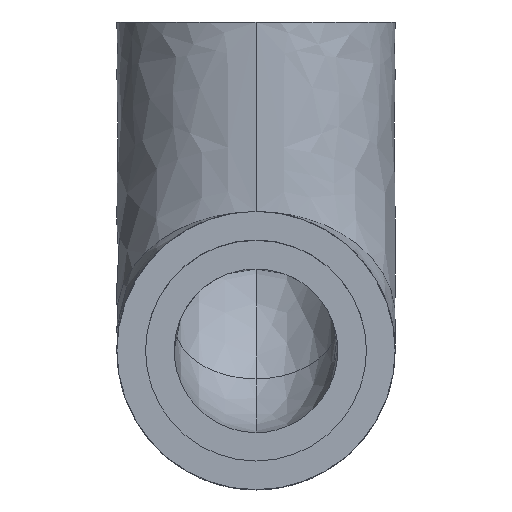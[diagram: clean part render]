
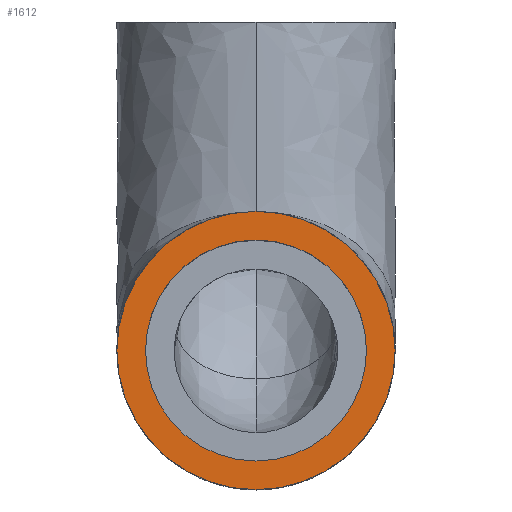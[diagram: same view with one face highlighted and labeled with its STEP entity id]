
A CAD part, top view. The second image highlights one B-rep face of the part: STEP entity #1612.
In plain terms, the highlighted planar face has unit normal (0, 0, 1).
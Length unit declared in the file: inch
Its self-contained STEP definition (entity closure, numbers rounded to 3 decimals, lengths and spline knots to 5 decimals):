
#63 = VERTEX_POINT ( 'NONE', #1852 ) ;
#260 = DIRECTION ( 'NONE',  ( 1., 0., 0. ) ) ;
#285 = CIRCLE ( 'NONE', #1860, 0.529 ) ;
#359 = CARTESIAN_POINT ( 'NONE',  ( 0., 0., 1.25 ) ) ;
#470 = VERTEX_POINT ( 'NONE', #591 ) ;
#477 = DIRECTION ( 'NONE',  ( 0., 0., 1. ) ) ;
#591 = CARTESIAN_POINT ( 'NONE',  ( 0., -0.529, 1.25 ) ) ;
#622 = DIRECTION ( 'NONE',  ( 1., 0., 0. ) ) ;
#644 = CARTESIAN_POINT ( 'NONE',  ( 0., 0., 1.25 ) ) ;
#649 = AXIS2_PLACEMENT_3D ( 'NONE', #359, #795, #663 ) ;
#663 = DIRECTION ( 'NONE',  ( 1., 0., 0. ) ) ;
#697 = FACE_OUTER_BOUND ( 'NONE', #1006, .T. ) ;
#699 = VERTEX_POINT ( 'NONE', #1182 ) ;
#708 = EDGE_CURVE ( 'NONE', #63, #470, #285, .T. ) ;
#739 = CIRCLE ( 'NONE', #1364, 0.42 ) ;
#784 = DIRECTION ( 'NONE',  ( 1., 0., 0. ) ) ;
#795 = DIRECTION ( 'NONE',  ( 0., 0., 1. ) ) ;
#797 = EDGE_CURVE ( 'NONE', #470, #63, #1819, .T. ) ;
#899 = DIRECTION ( 'NONE',  ( 0., 0., 1. ) ) ;
#917 = EDGE_CURVE ( 'NONE', #699, #1483, #1234, .T. ) ;
#1006 = EDGE_LOOP ( 'NONE', ( #1529, #1435 ) ) ;
#1038 = PLANE ( 'NONE',  #1624 ) ;
#1069 = DIRECTION ( 'NONE',  ( 0., 0., 1. ) ) ;
#1145 = ORIENTED_EDGE ( 'NONE', *, *, #1582, .F. ) ;
#1180 = AXIS2_PLACEMENT_3D ( 'NONE', #1715, #1554, #260 ) ;
#1182 = CARTESIAN_POINT ( 'NONE',  ( -0.42, 0., 1.25 ) ) ;
#1228 = CARTESIAN_POINT ( 'NONE',  ( 0., 0., 1.25 ) ) ;
#1234 = CIRCLE ( 'NONE', #1180, 0.42 ) ;
#1364 = AXIS2_PLACEMENT_3D ( 'NONE', #1494, #899, #622 ) ;
#1435 = ORIENTED_EDGE ( 'NONE', *, *, #708, .T. ) ;
#1483 = VERTEX_POINT ( 'NONE', #1500 ) ;
#1494 = CARTESIAN_POINT ( 'NONE',  ( 0., 0., 1.25 ) ) ;
#1500 = CARTESIAN_POINT ( 'NONE',  ( 0.42, 0., 1.25 ) ) ;
#1529 = ORIENTED_EDGE ( 'NONE', *, *, #797, .T. ) ;
#1554 = DIRECTION ( 'NONE',  ( 0., 0., 1. ) ) ;
#1582 = EDGE_CURVE ( 'NONE', #1483, #699, #739, .T. ) ;
#1595 = FACE_BOUND ( 'NONE', #1758, .T. ) ;
#1612 = ADVANCED_FACE ( 'NONE', ( #1595, #697 ), #1038, .T. ) ;
#1624 = AXIS2_PLACEMENT_3D ( 'NONE', #644, #477, #1629 ) ;
#1629 = DIRECTION ( 'NONE',  ( 1., 0., 0. ) ) ;
#1647 = ORIENTED_EDGE ( 'NONE', *, *, #917, .F. ) ;
#1715 = CARTESIAN_POINT ( 'NONE',  ( 0., 0., 1.25 ) ) ;
#1758 = EDGE_LOOP ( 'NONE', ( #1145, #1647 ) ) ;
#1819 = CIRCLE ( 'NONE', #649, 0.529 ) ;
#1852 = CARTESIAN_POINT ( 'NONE',  ( 0., 0.529, 1.25 ) ) ;
#1860 = AXIS2_PLACEMENT_3D ( 'NONE', #1228, #1069, #784 ) ;
